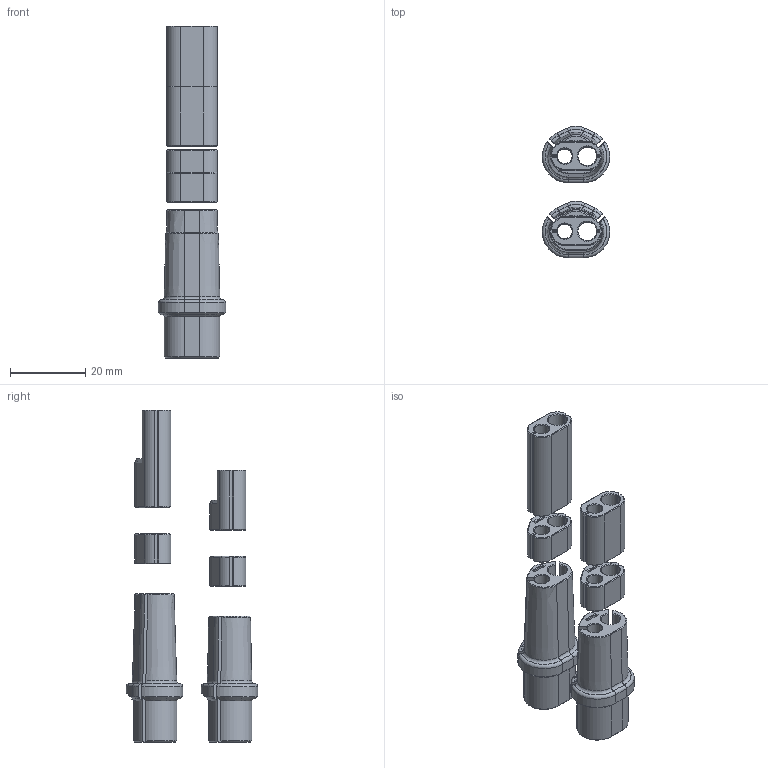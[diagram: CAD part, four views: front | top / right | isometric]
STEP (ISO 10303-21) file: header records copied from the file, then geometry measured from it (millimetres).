
FILE_DESCRIPTION(('Open CASCADE Model'),'2;1');
FILE_NAME('Open CASCADE Shape Model','2025-11-10T11:21:38',('Author'),( 'Open CASCADE'),'Open CASCADE STEP processor 7.7','Open CASCADE 7.7' ,'Unknown');
FILE_SCHEMA(('AUTOMOTIVE_DESIGN { 1 0 10303 214 1 1 1 1 }'));
Length unit declared in the file: millimetre
Products named in the file (16): 38944f35-bdcb-11f0-897a-bcc7469dd9ff; 38944f35-bdcb-11f0-897a-bcc7469dd9ff_part; Voron; [tpu]_Relief_Voron_x5xN; [tpu]_Relief_Voron_x5xN_part; [tpu]_Clip_Voron_xN; [tpu]_Clip_Voron_xN_part; [tpu]_Terminator_Voron_xN; [tpu]_Terminator_Voron_xN_part; Micron; [tpu]_Relief_Micron_x3xN; [tpu]_Relief_Micron_x3xN_part; [tpu]_Clip_Micron_xN; [tpu]_Clip_Micron_xN_part; [tpu]_Terminator_Micron_xN; [tpu]_Terminator_Micron_xN_part
Assembly tree (15 placements, depth 4):
  38944f35-bdcb-11f0-897a-bcc7469dd9ff
    38944f35-bdcb-11f0-897a-bcc7469dd9ff_part
    Voron
      [tpu]_Relief_Voron_x5xN
        [tpu]_Relief_Voron_x5xN_part
      [tpu]_Clip_Voron_xN
        [tpu]_Clip_Voron_xN_part
      [tpu]_Terminator_Voron_xN
        [tpu]_Terminator_Voron_xN_part
    Micron
      [tpu]_Relief_Micron_x3xN
        [tpu]_Relief_Micron_x3xN_part
      [tpu]_Clip_Micron_xN
        [tpu]_Clip_Micron_xN_part
      [tpu]_Terminator_Micron_xN
        [tpu]_Terminator_Micron_xN_part
Bounding box: 17.98 x 35.1 x 88.5 mm (x, y, z)
Volume: 10821.3 mm3; surface area: 11360.6 mm2
Topology: 6 solids, 6 shells, 520 faces, 1272 edges, 760 vertices
Faces by surface type: plane 304, cone 126, cylinder 64, bspline 16, torus 10
Entity records: 36010 total; most frequent: CARTESIAN_POINT 10124, DIRECTION 4912, LINE 2872, VECTOR 2872, ORIENTED_EDGE 2544, PCURVE 2544, DEFINITIONAL_REPRESENTATION 2544, EDGE_CURVE 1272
